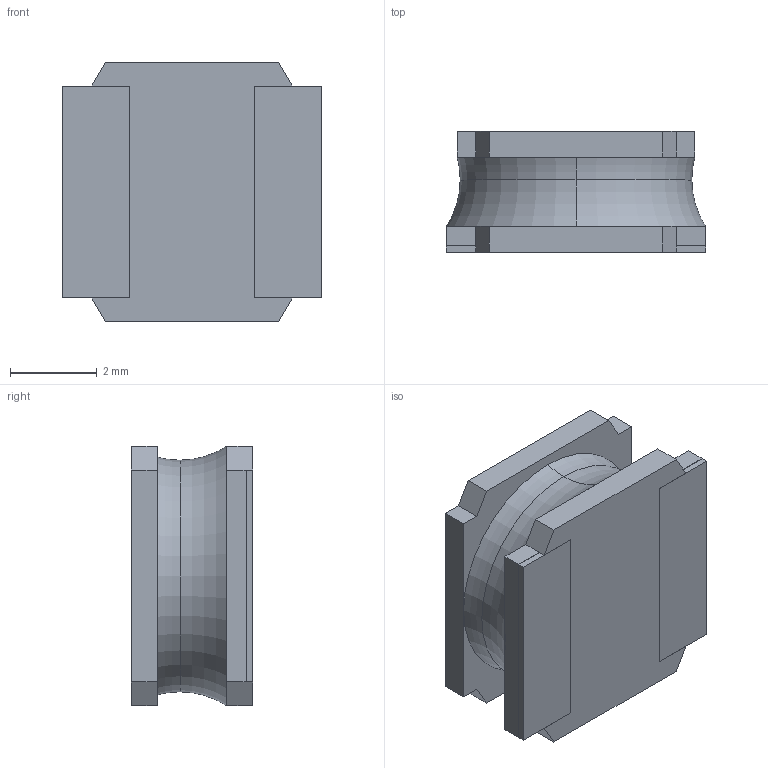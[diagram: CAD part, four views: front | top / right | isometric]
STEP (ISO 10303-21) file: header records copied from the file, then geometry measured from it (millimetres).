
FILE_DESCRIPTION (( 'STEP AP214' ), '1' );
FILE_NAME ('74404063068.STEP', '2020-03-22T19:09:56', ( '' ), ( '' ), 'SwSTEP 2.0', 'SolidWorks 2017', '' );
FILE_SCHEMA (( 'AUTOMOTIVE_DESIGN' ));
Length unit declared in the file: millimetre
Products named in the file (1): 74404063068
Bounding box: 6 x 2.8 x 6 mm (x, y, z)
Volume: 77.7 mm3; surface area: 275.1 mm2
Topology: 6 solids, 6 shells, 65 faces, 150 edges, 98 vertices
Faces by surface type: plane 61, torus 4
Entity records: 1885 total; most frequent: CARTESIAN_POINT 314, ORIENTED_EDGE 300, DIRECTION 292, EDGE_CURVE 150, LINE 140, VECTOR 140, VERTEX_POINT 98, AXIS2_PLACEMENT_3D 76
